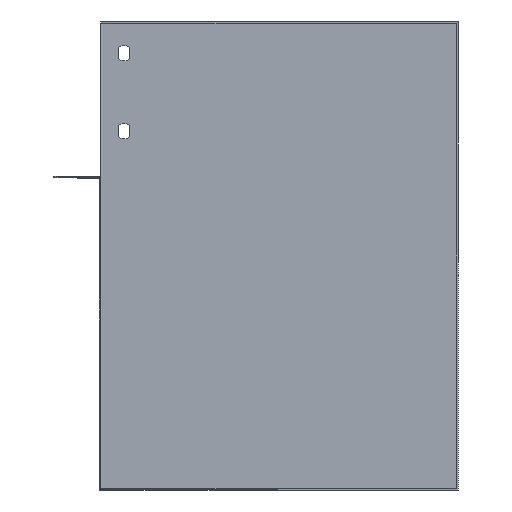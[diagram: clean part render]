
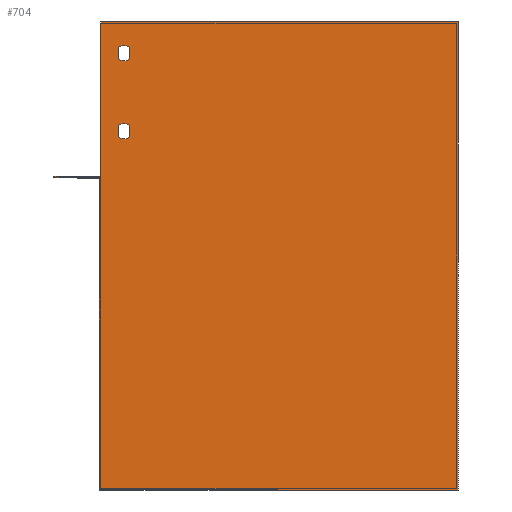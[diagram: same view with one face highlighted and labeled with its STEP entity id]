
A CAD part, left-side view. The second image highlights one B-rep face of the part: STEP entity #704.
In plain terms, the highlighted planar face has unit normal (-1, 0, 0).
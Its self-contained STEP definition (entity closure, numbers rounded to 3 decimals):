
#186 = FACE_BOUND ( 'NONE', #429, .T. ) ;
#187 = FACE_OUTER_BOUND ( 'NONE', #422, .T. ) ;
#192 = FACE_BOUND ( 'NONE', #423, .T. ) ;
#294 = ORIENTED_EDGE ( 'NONE', *, *, #1485, .F. ) ;
#295 = ORIENTED_EDGE ( 'NONE', *, *, #1484, .T. ) ;
#296 = ORIENTED_EDGE ( 'NONE', *, *, #1483, .F. ) ;
#297 = ORIENTED_EDGE ( 'NONE', *, *, #1482, .T. ) ;
#298 = ORIENTED_EDGE ( 'NONE', *, *, #1481, .T. ) ;
#299 = ORIENTED_EDGE ( 'NONE', *, *, #1480, .F. ) ;
#300 = ORIENTED_EDGE ( 'NONE', *, *, #1471, .T. ) ;
#301 = ORIENTED_EDGE ( 'NONE', *, *, #1479, .T. ) ;
#302 = ORIENTED_EDGE ( 'NONE', *, *, #1478, .T. ) ;
#303 = ORIENTED_EDGE ( 'NONE', *, *, #1477, .T. ) ;
#304 = ORIENTED_EDGE ( 'NONE', *, *, #1476, .T. ) ;
#305 = ORIENTED_EDGE ( 'NONE', *, *, #1475, .T. ) ;
#306 = ORIENTED_EDGE ( 'NONE', *, *, #1474, .T. ) ;
#307 = ORIENTED_EDGE ( 'NONE', *, *, #1473, .T. ) ;
#308 = ORIENTED_EDGE ( 'NONE', *, *, #1472, .T. ) ;
#422 = EDGE_LOOP ( 'NONE', ( #300, #299, #298, #297, #296, #295, #294, #1776 ) ) ;
#423 = EDGE_LOOP ( 'NONE', ( #304, #303, #302, #301 ) ) ;
#429 = EDGE_LOOP ( 'NONE', ( #308, #307, #306, #305 ) ) ;
#595 = AXIS2_PLACEMENT_3D ( 'NONE', #1885, #1886, #1887 ) ;
#631 = AXIS2_PLACEMENT_3D ( 'NONE', #1881, #1882, #1883 ) ;
#637 = AXIS2_PLACEMENT_3D ( 'NONE', #1895, #1896, #1897 ) ;
#639 = AXIS2_PLACEMENT_3D ( 'NONE', #1891, #1892, #1893 ) ;
#652 = AXIS2_PLACEMENT_3D ( 'NONE', #1369, #1366, #1373 ) ;
#704 = ADVANCED_FACE ( 'NONE', ( #186, #192, #187 ), #1371, .F. ) ;
#754 = VERTEX_POINT ( 'NONE', #1575 ) ;
#756 = VERTEX_POINT ( 'NONE', #1577 ) ;
#757 = VERTEX_POINT ( 'NONE', #1578 ) ;
#759 = VERTEX_POINT ( 'NONE', #1580 ) ;
#760 = VERTEX_POINT ( 'NONE', #1581 ) ;
#762 = VERTEX_POINT ( 'NONE', #1583 ) ;
#763 = VERTEX_POINT ( 'NONE', #1584 ) ;
#764 = VERTEX_POINT ( 'NONE', #1585 ) ;
#765 = VERTEX_POINT ( 'NONE', #1586 ) ;
#767 = VERTEX_POINT ( 'NONE', #1588 ) ;
#768 = VERTEX_POINT ( 'NONE', #1589 ) ;
#769 = VERTEX_POINT ( 'NONE', #1590 ) ;
#770 = VERTEX_POINT ( 'NONE', #1591 ) ;
#771 = VERTEX_POINT ( 'NONE', #1592 ) ;
#783 = VERTEX_POINT ( 'NONE', #1604 ) ;
#787 = VERTEX_POINT ( 'NONE', #1608 ) ;
#929 = LINE ( 'NONE', #1830, #949 ) ;
#949 = VECTOR ( 'NONE', #1819, 1000. ) ;
#980 = LINE ( 'NONE', #1863, #987 ) ;
#982 = LINE ( 'NONE', #1874, #985 ) ;
#984 = CIRCLE ( 'NONE', #631, 5. ) ;
#985 = VECTOR ( 'NONE', #1876, 1000. ) ;
#986 = CIRCLE ( 'NONE', #639, 5. ) ;
#987 = VECTOR ( 'NONE', #1877, 1000. ) ;
#988 = LINE ( 'NONE', #1878, #990 ) ;
#989 = CIRCLE ( 'NONE', #595, 5. ) ;
#990 = VECTOR ( 'NONE', #1875, 1000. ) ;
#991 = LINE ( 'NONE', #1879, #993 ) ;
#993 = VECTOR ( 'NONE', #1880, 1000. ) ;
#994 = LINE ( 'NONE', #1888, #996 ) ;
#995 = CIRCLE ( 'NONE', #637, 5. ) ;
#996 = VECTOR ( 'NONE', #1884, 1000. ) ;
#997 = LINE ( 'NONE', #1889, #999 ) ;
#998 = LINE ( 'NONE', #1898, #1001 ) ;
#999 = VECTOR ( 'NONE', #1890, 1000. ) ;
#1000 = LINE ( 'NONE', #1900, #1003 ) ;
#1001 = VECTOR ( 'NONE', #1899, 1000. ) ;
#1002 = LINE ( 'NONE', #1902, #1005 ) ;
#1003 = VECTOR ( 'NONE', #1901, 1000. ) ;
#1004 = LINE ( 'NONE', #1904, #1007 ) ;
#1005 = VECTOR ( 'NONE', #1903, 1000. ) ;
#1006 = LINE ( 'NONE', #1906, #1009 ) ;
#1007 = VECTOR ( 'NONE', #1905, 1000. ) ;
#1009 = VECTOR ( 'NONE', #1908, 1000. ) ;
#1366 = DIRECTION ( 'NONE',  ( 1., 0., 0. ) ) ;
#1369 = CARTESIAN_POINT ( 'NONE',  ( 0., 229., 1. ) ) ;
#1371 = PLANE ( 'NONE',  #652 ) ;
#1373 = DIRECTION ( 'NONE',  ( 0., 1., 0. ) ) ;
#1451 = EDGE_CURVE ( 'NONE', #787, #783, #929, .T. ) ;
#1471 = EDGE_CURVE ( 'NONE', #787, #768, #982, .T. ) ;
#1472 = EDGE_CURVE ( 'NONE', #771, #770, #980, .T. ) ;
#1473 = EDGE_CURVE ( 'NONE', #770, #764, #984, .T. ) ;
#1474 = EDGE_CURVE ( 'NONE', #764, #763, #988, .T. ) ;
#1475 = EDGE_CURVE ( 'NONE', #763, #771, #989, .T. ) ;
#1476 = EDGE_CURVE ( 'NONE', #769, #762, #991, .T. ) ;
#1477 = EDGE_CURVE ( 'NONE', #762, #760, #986, .T. ) ;
#1478 = EDGE_CURVE ( 'NONE', #760, #759, #994, .T. ) ;
#1479 = EDGE_CURVE ( 'NONE', #759, #769, #995, .T. ) ;
#1480 = EDGE_CURVE ( 'NONE', #767, #768, #997, .T. ) ;
#1481 = EDGE_CURVE ( 'NONE', #767, #757, #998, .T. ) ;
#1482 = EDGE_CURVE ( 'NONE', #757, #756, #1000, .T. ) ;
#1483 = EDGE_CURVE ( 'NONE', #765, #756, #1002, .T. ) ;
#1484 = EDGE_CURVE ( 'NONE', #765, #754, #1004, .T. ) ;
#1485 = EDGE_CURVE ( 'NONE', #783, #754, #1006, .T. ) ;
#1575 = CARTESIAN_POINT ( 'NONE',  ( 0., 0., -299. ) ) ;
#1577 = CARTESIAN_POINT ( 'NONE',  ( 0., 230., -99. ) ) ;
#1578 = CARTESIAN_POINT ( 'NONE',  ( 0., 259., -99. ) ) ;
#1580 = CARTESIAN_POINT ( 'NONE',  ( 0., 217.5, -15.429 ) ) ;
#1581 = CARTESIAN_POINT ( 'NONE',  ( 0., 217.5, -22.571 ) ) ;
#1583 = CARTESIAN_POINT ( 'NONE',  ( 0., 210.5, -22.571 ) ) ;
#1584 = CARTESIAN_POINT ( 'NONE',  ( 0., 217.5, -65.429 ) ) ;
#1585 = CARTESIAN_POINT ( 'NONE',  ( 0., 217.5, -72.571 ) ) ;
#1586 = CARTESIAN_POINT ( 'NONE',  ( 0., 230., -299. ) ) ;
#1588 = CARTESIAN_POINT ( 'NONE',  ( 0., 259., -98. ) ) ;
#1589 = CARTESIAN_POINT ( 'NONE',  ( 0., 229., -98. ) ) ;
#1590 = CARTESIAN_POINT ( 'NONE',  ( 0., 210.5, -15.429 ) ) ;
#1591 = CARTESIAN_POINT ( 'NONE',  ( 0., 210.5, -72.571 ) ) ;
#1592 = CARTESIAN_POINT ( 'NONE',  ( 0., 210.5, -65.429 ) ) ;
#1604 = CARTESIAN_POINT ( 'NONE',  ( 0., 0., 1. ) ) ;
#1608 = CARTESIAN_POINT ( 'NONE',  ( 0., 229., 1. ) ) ;
#1776 = ORIENTED_EDGE ( 'NONE', *, *, #1451, .F. ) ;
#1819 = DIRECTION ( 'NONE',  ( 0., -1., 0. ) ) ;
#1830 = CARTESIAN_POINT ( 'NONE',  ( 0., 229., 1. ) ) ;
#1863 = CARTESIAN_POINT ( 'NONE',  ( 0., 210.5, -65.429 ) ) ;
#1874 = CARTESIAN_POINT ( 'NONE',  ( 0., 229., 1. ) ) ;
#1875 = DIRECTION ( 'NONE',  ( 0., 0., 1. ) ) ;
#1876 = DIRECTION ( 'NONE',  ( 0., 0., -1. ) ) ;
#1877 = DIRECTION ( 'NONE',  ( 0., 0., -1. ) ) ;
#1878 = CARTESIAN_POINT ( 'NONE',  ( 0., 217.5, -65.429 ) ) ;
#1879 = CARTESIAN_POINT ( 'NONE',  ( 0., 210.5, -15.429 ) ) ;
#1880 = DIRECTION ( 'NONE',  ( 0., 0., -1. ) ) ;
#1881 = CARTESIAN_POINT ( 'NONE',  ( 0., 214., -69. ) ) ;
#1882 = DIRECTION ( 'NONE',  ( 1., 0., 0. ) ) ;
#1883 = DIRECTION ( 'NONE',  ( 0., 0., -1. ) ) ;
#1884 = DIRECTION ( 'NONE',  ( 0., 0., 1. ) ) ;
#1885 = CARTESIAN_POINT ( 'NONE',  ( 0., 214., -69. ) ) ;
#1886 = DIRECTION ( 'NONE',  ( 1., 0., 0. ) ) ;
#1887 = DIRECTION ( 'NONE',  ( 0., 0., -1. ) ) ;
#1888 = CARTESIAN_POINT ( 'NONE',  ( 0., 217.5, -15.429 ) ) ;
#1889 = CARTESIAN_POINT ( 'NONE',  ( 0., 229., -98. ) ) ;
#1890 = DIRECTION ( 'NONE',  ( 0., -1., 0. ) ) ;
#1891 = CARTESIAN_POINT ( 'NONE',  ( 0., 214., -19. ) ) ;
#1892 = DIRECTION ( 'NONE',  ( 1., 0., 0. ) ) ;
#1893 = DIRECTION ( 'NONE',  ( 0., 0., -1. ) ) ;
#1895 = CARTESIAN_POINT ( 'NONE',  ( 0., 214., -19. ) ) ;
#1896 = DIRECTION ( 'NONE',  ( 1., 0., 0. ) ) ;
#1897 = DIRECTION ( 'NONE',  ( 0., 0., -1. ) ) ;
#1898 = CARTESIAN_POINT ( 'NONE',  ( 0., 259., -98. ) ) ;
#1899 = DIRECTION ( 'NONE',  ( 0., 0., -1. ) ) ;
#1900 = CARTESIAN_POINT ( 'NONE',  ( 0., 229., -99. ) ) ;
#1901 = DIRECTION ( 'NONE',  ( 0., -1., 0. ) ) ;
#1902 = CARTESIAN_POINT ( 'NONE',  ( 0., 230., -299. ) ) ;
#1903 = DIRECTION ( 'NONE',  ( 0., 0., 1. ) ) ;
#1904 = CARTESIAN_POINT ( 'NONE',  ( 0., 229., -299. ) ) ;
#1905 = DIRECTION ( 'NONE',  ( 0., -1., 0. ) ) ;
#1906 = CARTESIAN_POINT ( 'NONE',  ( 0., 0., 1. ) ) ;
#1908 = DIRECTION ( 'NONE',  ( 0., 0., -1. ) ) ;
